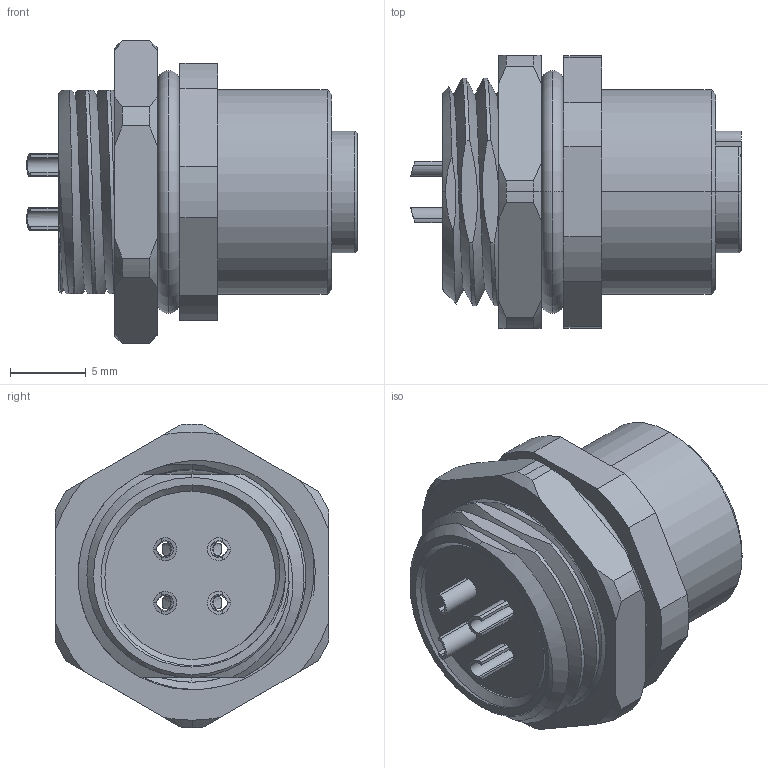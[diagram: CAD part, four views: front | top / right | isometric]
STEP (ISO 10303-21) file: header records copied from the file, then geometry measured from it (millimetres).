
FILE_DESCRIPTION (( 'STEP AP203' ), '1' );
FILE_NAME ('54-00338revA.STEP', '2023-02-03T22:11:17', ( '' ), ( '' ), 'SwSTEP 2.0', 'SolidWorks 2021', '' );
FILE_SCHEMA (( 'CONFIG_CONTROL_DESIGN' ));
Length unit declared in the file: millimetre
Products named in the file (7): 54-00338-03___; 54-00338-04___; 54-00338-05___; 54-00338-02___; 54-00338revA; 54-00338-01___; 54-00338-06___
Assembly tree (9 placements, depth 2):
  54-00338revA
    54-00338-01___
    54-00338-02___
    54-00338-04___
    54-00338-05___
    54-00338-06___
    54-00338-03___  x4
Bounding box: 21.8 x 18 x 20 mm (x, y, z)
Volume: 2788.5 mm3; surface area: 5225.7 mm2
Topology: 9 solids, 9 shells, 530 faces, 1366 edges, 869 vertices
Faces by surface type: cylinder 191, plane 154, torus 83, cone 69, bspline 33
Entity records: 12621 total; most frequent: CARTESIAN_POINT 5421, ORIENTED_EDGE 1430, DIRECTION 1266, EDGE_CURVE 715, AXIS2_PLACEMENT_3D 506, VERTEX_POINT 461, EDGE_LOOP 302, ADVANCED_FACE 275
